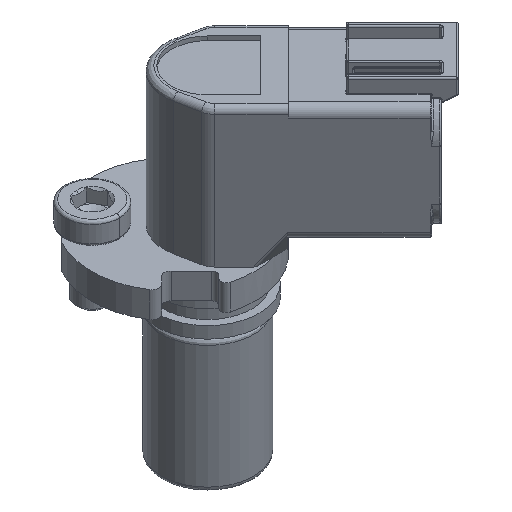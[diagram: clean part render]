
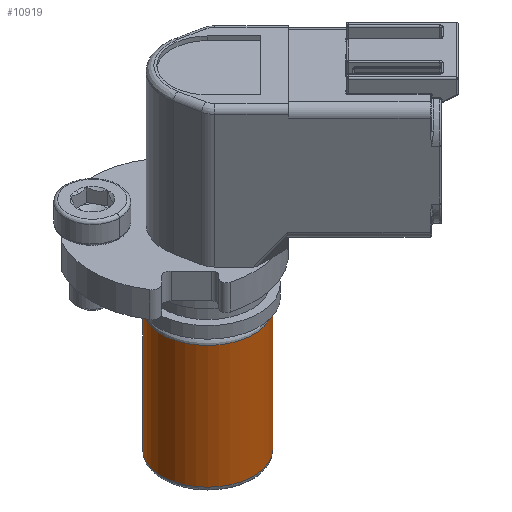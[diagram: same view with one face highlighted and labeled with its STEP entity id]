
A CAD part, isometric view. The second image highlights one B-rep face of the part: STEP entity #10919.
In plain terms, the highlighted cylindrical face has radius 8.455 mm (diameter 16.91 mm), a partial arc.
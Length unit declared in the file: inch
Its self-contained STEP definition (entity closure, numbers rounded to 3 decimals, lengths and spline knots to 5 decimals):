
#780 = DIRECTION ( 'NONE',  ( -0.707, 0.707, 0. ) ) ;
#2107 = VERTEX_POINT ( 'NONE', #8350 ) ;
#2294 = DIRECTION ( 'NONE',  ( -0.707, 0.707, 0. ) ) ;
#2667 = AXIS2_PLACEMENT_3D ( 'NONE', #16221, #7774, #780 ) ;
#2707 = ORIENTED_EDGE ( 'NONE', *, *, #15924, .T. ) ;
#3100 = ORIENTED_EDGE ( 'NONE', *, *, #6254, .F. ) ;
#3129 = LINE ( 'NONE', #3400, #17376 ) ;
#3237 = VERTEX_POINT ( 'NONE', #5122 ) ;
#3310 = DIRECTION ( 'NONE',  ( 0., 0., 1. ) ) ;
#3400 = CARTESIAN_POINT ( 'NONE',  ( -4.84336, -0.23538, 3.13661 ) ) ;
#3472 = CIRCLE ( 'NONE', #13012, 0.33287 ) ;
#3987 = DIRECTION ( 'NONE',  ( 0., 0., 1. ) ) ;
#4829 = DIRECTION ( 'NONE',  ( 0., 0., -1. ) ) ;
#5039 = VERTEX_POINT ( 'NONE', #12513 ) ;
#5122 = CARTESIAN_POINT ( 'NONE',  ( -4.84336, -0.23538, 3.13661 ) ) ;
#5215 = AXIS2_PLACEMENT_3D ( 'NONE', #14706, #4829, #2294 ) ;
#6239 = EDGE_CURVE ( 'NONE', #2107, #3237, #3129, .T. ) ;
#6254 = EDGE_CURVE ( 'NONE', #2107, #5039, #3472, .T. ) ;
#6615 = LINE ( 'NONE', #16334, #8376 ) ;
#7473 = DIRECTION ( 'NONE',  ( -0.707, 0.707, 0. ) ) ;
#7685 = CYLINDRICAL_SURFACE ( 'NONE', #2667, 0.33287 ) ;
#7774 = DIRECTION ( 'NONE',  ( 0., 0., 1. ) ) ;
#8350 = CARTESIAN_POINT ( 'NONE',  ( -4.84336, -0.23538, 2.24843 ) ) ;
#8376 = VECTOR ( 'NONE', #3987, 39.37008 ) ;
#8662 = CARTESIAN_POINT ( 'NONE',  ( -5.07874, 0., 2.24843 ) ) ;
#8813 = ORIENTED_EDGE ( 'NONE', *, *, #6239, .T. ) ;
#9990 = ORIENTED_EDGE ( 'NONE', *, *, #14041, .F. ) ;
#10106 = DIRECTION ( 'NONE',  ( 0., 0., -1. ) ) ;
#10919 = ADVANCED_FACE ( 'NONE', ( #13492 ), #7685, .T. ) ;
#11631 = EDGE_LOOP ( 'NONE', ( #3100, #8813, #2707, #9990 ) ) ;
#12513 = CARTESIAN_POINT ( 'NONE',  ( -5.31412, 0.23538, 2.24843 ) ) ;
#13012 = AXIS2_PLACEMENT_3D ( 'NONE', #8662, #10106, #7473 ) ;
#13024 = CIRCLE ( 'NONE', #5215, 0.33287 ) ;
#13492 = FACE_OUTER_BOUND ( 'NONE', #11631, .T. ) ;
#14041 = EDGE_CURVE ( 'NONE', #5039, #16919, #6615, .T. ) ;
#14706 = CARTESIAN_POINT ( 'NONE',  ( -5.07874, 0., 3.13661 ) ) ;
#15924 = EDGE_CURVE ( 'NONE', #3237, #16919, #13024, .T. ) ;
#16221 = CARTESIAN_POINT ( 'NONE',  ( -5.07874, 0., 3.13661 ) ) ;
#16334 = CARTESIAN_POINT ( 'NONE',  ( -5.31412, 0.23538, 3.13661 ) ) ;
#16919 = VERTEX_POINT ( 'NONE', #17805 ) ;
#17376 = VECTOR ( 'NONE', #3310, 39.37008 ) ;
#17805 = CARTESIAN_POINT ( 'NONE',  ( -5.31412, 0.23538, 3.13661 ) ) ;
